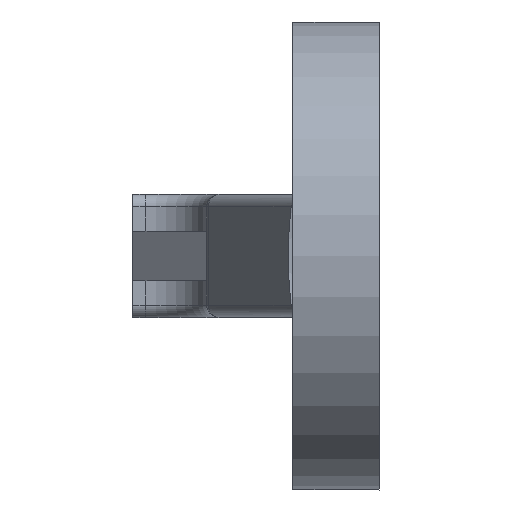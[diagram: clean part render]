
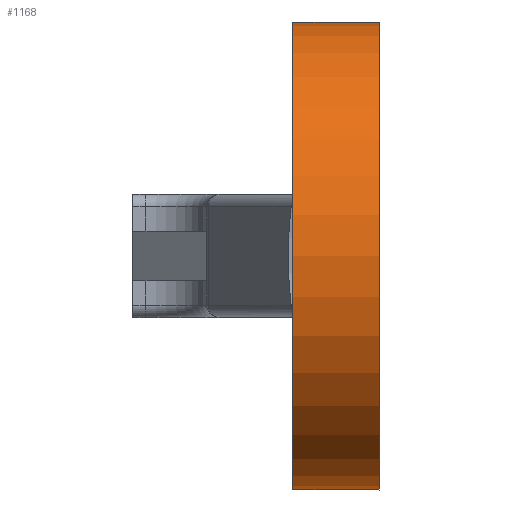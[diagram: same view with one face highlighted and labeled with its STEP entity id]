
A CAD part, left-side view. The second image highlights one B-rep face of the part: STEP entity #1168.
In plain terms, the highlighted cylindrical face has radius 19 mm (diameter 38 mm), a partial arc.
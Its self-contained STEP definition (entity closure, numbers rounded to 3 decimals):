
#36 = ORIENTED_EDGE ( 'NONE', *, *, #1598, .F. ) ;
#85 = DIRECTION ( 'NONE',  ( -1., 0., 0. ) ) ;
#224 = VERTEX_POINT ( 'NONE', #934 ) ;
#269 = VERTEX_POINT ( 'NONE', #1365 ) ;
#310 = LINE ( 'NONE', #1340, #587 ) ;
#373 = CIRCLE ( 'NONE', #895, 19. ) ;
#379 = ORIENTED_EDGE ( 'NONE', *, *, #644, .T. ) ;
#584 = AXIS2_PLACEMENT_3D ( 'NONE', #973, #706, #85 ) ;
#586 = VERTEX_POINT ( 'NONE', #1307 ) ;
#587 = VECTOR ( 'NONE', #1584, 1000. ) ;
#644 = EDGE_CURVE ( 'NONE', #586, #269, #1616, .T. ) ;
#675 = DIRECTION ( 'NONE',  ( 0., 0., 1. ) ) ;
#687 = DIRECTION ( 'NONE',  ( 0., 1., 0. ) ) ;
#695 = CIRCLE ( 'NONE', #584, 19. ) ;
#706 = DIRECTION ( 'NONE',  ( 0., 1., 0. ) ) ;
#732 = ORIENTED_EDGE ( 'NONE', *, *, #1295, .T. ) ;
#811 = CYLINDRICAL_SURFACE ( 'NONE', #1073, 19. ) ;
#884 = EDGE_LOOP ( 'NONE', ( #36, #732, #379, #948 ) ) ;
#895 = AXIS2_PLACEMENT_3D ( 'NONE', #1642, #1033, #1135 ) ;
#932 = CARTESIAN_POINT ( 'NONE',  ( -185., 0., 0. ) ) ;
#934 = CARTESIAN_POINT ( 'NONE',  ( -185., 7., -19. ) ) ;
#948 = ORIENTED_EDGE ( 'NONE', *, *, #1619, .F. ) ;
#973 = CARTESIAN_POINT ( 'NONE',  ( -185., 7., 0. ) ) ;
#1033 = DIRECTION ( 'NONE',  ( 0., 1., 0. ) ) ;
#1054 = FACE_OUTER_BOUND ( 'NONE', #884, .T. ) ;
#1073 = AXIS2_PLACEMENT_3D ( 'NONE', #932, #1320, #675 ) ;
#1135 = DIRECTION ( 'NONE',  ( 0., 0., 1. ) ) ;
#1168 = ADVANCED_FACE ( 'NONE', ( #1054 ), #811, .T. ) ;
#1259 = CARTESIAN_POINT ( 'NONE',  ( -185., 0., -19. ) ) ;
#1295 = EDGE_CURVE ( 'NONE', #1654, #586, #373, .T. ) ;
#1307 = CARTESIAN_POINT ( 'NONE',  ( -185., 0., 19. ) ) ;
#1320 = DIRECTION ( 'NONE',  ( 0., 1., 0. ) ) ;
#1340 = CARTESIAN_POINT ( 'NONE',  ( -185., 0., -19. ) ) ;
#1358 = VECTOR ( 'NONE', #687, 1000. ) ;
#1365 = CARTESIAN_POINT ( 'NONE',  ( -185., 7., 19. ) ) ;
#1584 = DIRECTION ( 'NONE',  ( 0., 1., 0. ) ) ;
#1598 = EDGE_CURVE ( 'NONE', #1654, #224, #310, .T. ) ;
#1609 = CARTESIAN_POINT ( 'NONE',  ( -185., 0., 19. ) ) ;
#1616 = LINE ( 'NONE', #1609, #1358 ) ;
#1619 = EDGE_CURVE ( 'NONE', #224, #269, #695, .T. ) ;
#1642 = CARTESIAN_POINT ( 'NONE',  ( -185., 0., 0. ) ) ;
#1654 = VERTEX_POINT ( 'NONE', #1259 ) ;
